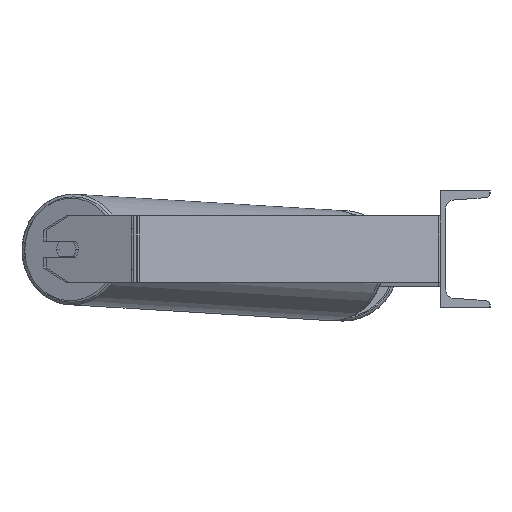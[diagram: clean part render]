
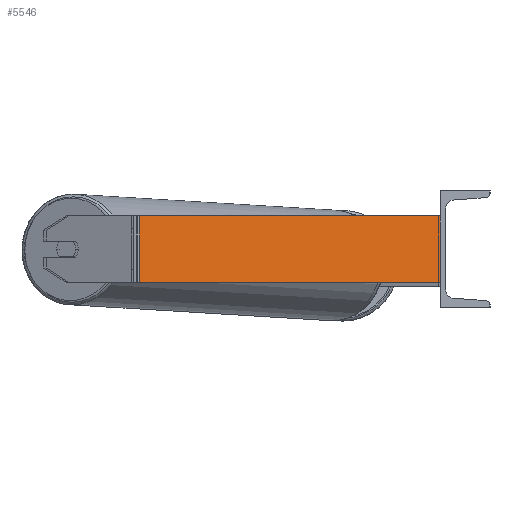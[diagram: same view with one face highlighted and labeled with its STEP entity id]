
A CAD part, left-side view. The second image highlights one B-rep face of the part: STEP entity #5546.
In plain terms, the highlighted planar face has unit normal (-0.985, -0.174, 0).
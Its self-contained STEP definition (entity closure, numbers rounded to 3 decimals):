
#187 = CARTESIAN_POINT ( 'NONE',  ( -1148.74, 361.488, 40. ) ) ;
#351 = CARTESIAN_POINT ( 'NONE',  ( -1149.616, 366.456, 40. ) ) ;
#368 = VERTEX_POINT ( 'NONE', #1751 ) ;
#469 = LINE ( 'NONE', #7440, #8611 ) ;
#810 = CARTESIAN_POINT ( 'NONE',  ( -1085., 0., 40. ) ) ;
#966 = DIRECTION ( 'NONE',  ( 0.174, -0.985, 0. ) ) ;
#1030 = LINE ( 'NONE', #3193, #2229 ) ;
#1153 = PLANE ( 'NONE',  #6518 ) ;
#1229 = EDGE_CURVE ( 'NONE', #6146, #368, #3628, .T. ) ;
#1489 = EDGE_LOOP ( 'NONE', ( #8418, #4827, #2780, #3875 ) ) ;
#1668 = DIRECTION ( 'NONE',  ( 0.985, 0.174, 0. ) ) ;
#1751 = CARTESIAN_POINT ( 'NONE',  ( -1085., 0., -40. ) ) ;
#1807 = VERTEX_POINT ( 'NONE', #2253 ) ;
#2088 = VERTEX_POINT ( 'NONE', #7568 ) ;
#2227 = LINE ( 'NONE', #187, #4762 ) ;
#2229 = VECTOR ( 'NONE', #6023, 1000. ) ;
#2253 = CARTESIAN_POINT ( 'NONE',  ( -1148.74, 361.488, 40. ) ) ;
#2295 = FACE_OUTER_BOUND ( 'NONE', #1489, .T. ) ;
#2780 = ORIENTED_EDGE ( 'NONE', *, *, #8018, .F. ) ;
#3193 = CARTESIAN_POINT ( 'NONE',  ( -1149.616, 366.456, -40. ) ) ;
#3628 = LINE ( 'NONE', #8142, #8829 ) ;
#3875 = ORIENTED_EDGE ( 'NONE', *, *, #7137, .T. ) ;
#4016 = EDGE_CURVE ( 'NONE', #2088, #368, #1030, .T. ) ;
#4762 = VECTOR ( 'NONE', #7325, 1000. ) ;
#4827 = ORIENTED_EDGE ( 'NONE', *, *, #1229, .F. ) ;
#5546 = ADVANCED_FACE ( 'NONE', ( #2295 ), #1153, .F. ) ;
#5842 = DIRECTION ( 'NONE',  ( 0., 0., -1. ) ) ;
#6023 = DIRECTION ( 'NONE',  ( 0.174, -0.985, 0. ) ) ;
#6146 = VERTEX_POINT ( 'NONE', #810 ) ;
#6518 = AXIS2_PLACEMENT_3D ( 'NONE', #351, #1668, #7451 ) ;
#7137 = EDGE_CURVE ( 'NONE', #1807, #2088, #2227, .T. ) ;
#7325 = DIRECTION ( 'NONE',  ( 0., 0., -1. ) ) ;
#7440 = CARTESIAN_POINT ( 'NONE',  ( -1149.616, 366.456, 40. ) ) ;
#7451 = DIRECTION ( 'NONE',  ( -0.174, 0.985, 0. ) ) ;
#7568 = CARTESIAN_POINT ( 'NONE',  ( -1148.74, 361.488, -40. ) ) ;
#8018 = EDGE_CURVE ( 'NONE', #1807, #6146, #469, .T. ) ;
#8142 = CARTESIAN_POINT ( 'NONE',  ( -1085., 0., 40. ) ) ;
#8418 = ORIENTED_EDGE ( 'NONE', *, *, #4016, .T. ) ;
#8611 = VECTOR ( 'NONE', #966, 1000. ) ;
#8829 = VECTOR ( 'NONE', #5842, 1000. ) ;
